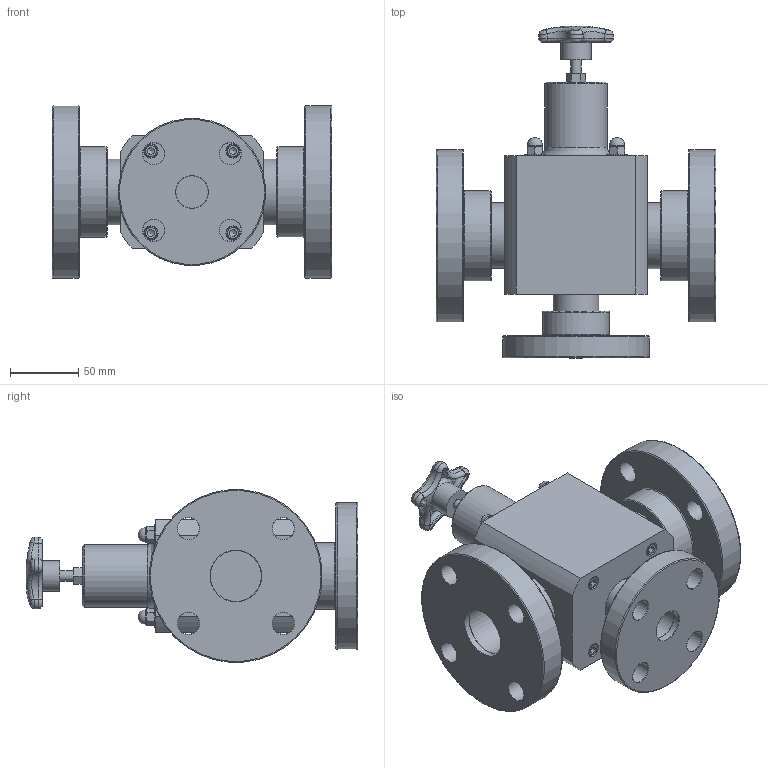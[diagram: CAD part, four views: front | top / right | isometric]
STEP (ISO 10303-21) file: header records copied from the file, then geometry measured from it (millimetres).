
FILE_DESCRIPTION((''),'2;1');
FILE_NAME('TVPF15-PVC-G_R0.stp','2017-07-25T09:21:30',('salesdesk5'),(''),'Autodesk Inventor 2009','Autodesk Inventor 2009','');
FILE_SCHEMA(('AUTOMOTIVE_DESIGN { 1 0 10303 214 1 1 1 1 }'));
Length unit declared in the file: inch
Products named in the file (1): TVPF15-PVC-G_R0
Bounding box: 205.23 x 243.65 x 126.52 mm (x, y, z)
Volume: 1601508.4 mm3; surface area: 220986.6 mm2
Topology: 1 solids, 5 shells, 446 faces, 1020 edges, 620 vertices
Faces by surface type: plane 165, bspline 108, cylinder 76, torus 54, cone 26, sphere 17
Full cylindrical faces by diameter (mm): 4.445 x4, 7.442 x1, 9.525 x4, 10.998 x4, 15.875 x4, 16.002 x12, 22.098 x1, 23.774 x1, 24.308 x1, 33.401 x1, 37.49 x2, 38.1 x2, 45.72 x1, 48.26 x2, 49.301 x1, 66.548 x2, 107.95 x1, 127 x2
Entity records: 16571 total; most frequent: CARTESIAN_POINT 7214, DIRECTION 1770, ORIENTED_EDGE 1762, EDGE_CURVE 881, AXIS2_PLACEMENT_3D 773, EDGE_LOOP 633, VERTEX_POINT 608, FACE_OUTER_BOUND 446
